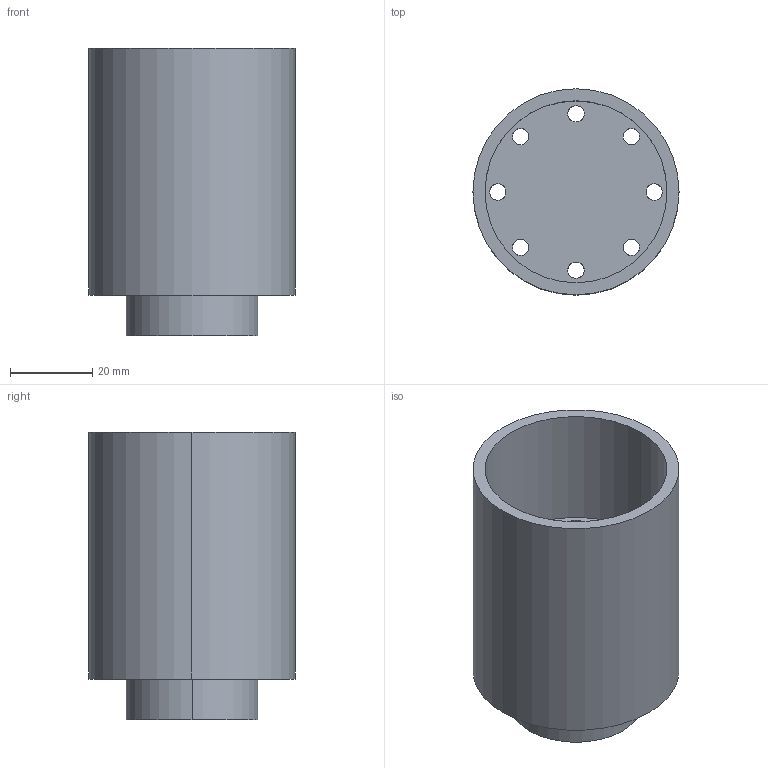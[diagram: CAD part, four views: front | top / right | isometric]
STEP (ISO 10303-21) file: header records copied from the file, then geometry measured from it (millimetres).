
FILE_DESCRIPTION (( 'STEP AP203' ), '1' );
FILE_NAME ('--7857211.STEP', '2015-03-24T13:27:05', ( 'enduser' ), ( '' ), 'SwSTEP 2.0', 'SolidWorks 2014', '' );
FILE_SCHEMA (( 'CONFIG_CONTROL_DESIGN' ));
Length unit declared in the file: inch
Products named in the file (1): --7857211
Bounding box: 50.04 x 50.04 x 69.85 mm (x, y, z)
Volume: 54719 mm3; surface area: 25100 mm2
Topology: 1 solids, 1 shells, 45 faces, 134 edges, 86 vertices
Faces by surface type: cylinder 26, plane 13, torus 6
Entity records: 1961 total; most frequent: CARTESIAN_POINT 624, DIRECTION 278, ORIENTED_EDGE 268, EDGE_CURVE 134, AXIS2_PLACEMENT_3D 126, VERTEX_POINT 86, CIRCLE 80, EDGE_LOOP 56
